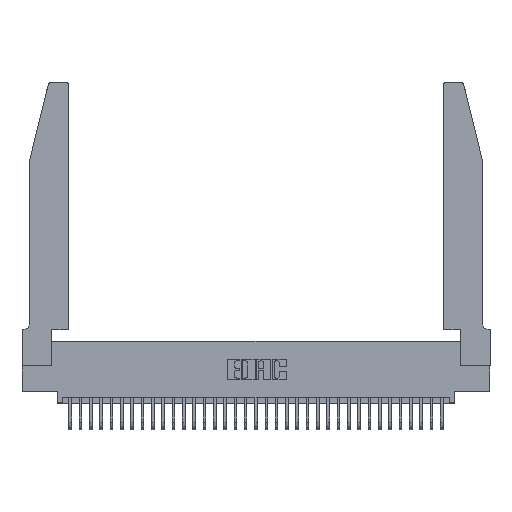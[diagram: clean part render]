
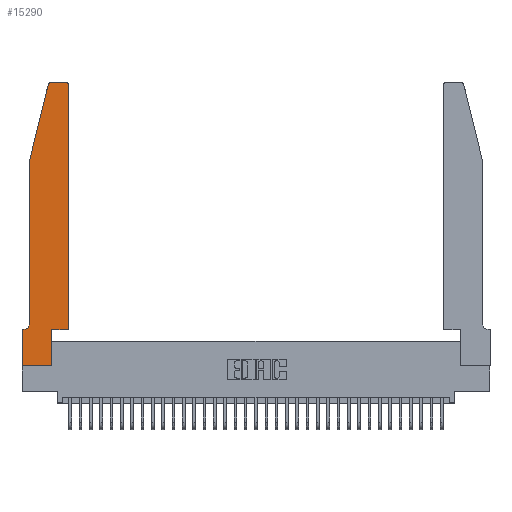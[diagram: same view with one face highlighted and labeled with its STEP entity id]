
A CAD part, top view. The second image highlights one B-rep face of the part: STEP entity #15290.
In plain terms, the highlighted planar face has unit normal (0, 0, 1).
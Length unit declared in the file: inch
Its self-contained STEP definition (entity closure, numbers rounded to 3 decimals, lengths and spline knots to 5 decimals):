
#191 = VECTOR ( 'NONE', #26134, 39.37008 ) ;
#1982 = LINE ( 'NONE', #14415, #191 ) ;
#2142 = VERTEX_POINT ( 'NONE', #28685 ) ;
#3739 = LINE ( 'NONE', #4650, #31837 ) ;
#3994 = DIRECTION ( 'NONE',  ( 0., 0., 1. ) ) ;
#4262 = DIRECTION ( 'NONE',  ( -1., 0., 0. ) ) ;
#4297 = VECTOR ( 'NONE', #10952, 39.37008 ) ;
#4429 = VECTOR ( 'NONE', #4262, 39.37008 ) ;
#4471 = DIRECTION ( 'NONE',  ( -1., 0., 0. ) ) ;
#4484 = DIRECTION ( 'NONE',  ( 0., -1., 0. ) ) ;
#4650 = CARTESIAN_POINT ( 'NONE',  ( 0., 0., 0.37 ) ) ;
#6089 = EDGE_CURVE ( 'NONE', #12426, #2142, #24862, .T. ) ;
#6101 = VERTEX_POINT ( 'NONE', #33610 ) ;
#6409 = DIRECTION ( 'NONE',  ( -0.239, -0.971, 0. ) ) ;
#6947 = CARTESIAN_POINT ( 'NONE',  ( 0.0055, 0.42, 0.37 ) ) ;
#7085 = ORIENTED_EDGE ( 'NONE', *, *, #31767, .T. ) ;
#7264 = DIRECTION ( 'NONE',  ( 1., 0., 0. ) ) ;
#8027 = CARTESIAN_POINT ( 'NONE',  ( 0.4505, 0.35, 0.37 ) ) ;
#9020 = VERTEX_POINT ( 'NONE', #20451 ) ;
#9362 = DIRECTION ( 'NONE',  ( 1., 0., 0. ) ) ;
#9424 = VERTEX_POINT ( 'NONE', #15399 ) ;
#9654 = EDGE_CURVE ( 'NONE', #9020, #32666, #35999, .T. ) ;
#10290 = ORIENTED_EDGE ( 'NONE', *, *, #20106, .T. ) ;
#10399 = ORIENTED_EDGE ( 'NONE', *, *, #6089, .T. ) ;
#10907 = ORIENTED_EDGE ( 'NONE', *, *, #27970, .T. ) ;
#10952 = DIRECTION ( 'NONE',  ( 0., 1., 0. ) ) ;
#11564 = DIRECTION ( 'NONE',  ( 0., -1., 0. ) ) ;
#11982 = ORIENTED_EDGE ( 'NONE', *, *, #18478, .T. ) ;
#12426 = VERTEX_POINT ( 'NONE', #24196 ) ;
#12814 = LINE ( 'NONE', #18468, #28546 ) ;
#13676 = VECTOR ( 'NONE', #6409, 39.37008 ) ;
#14415 = CARTESIAN_POINT ( 'NONE',  ( 0.2865, 0.35, 0.37 ) ) ;
#15232 = DIRECTION ( 'NONE',  ( 0., 0., -1. ) ) ;
#15275 = PLANE ( 'NONE',  #18916 ) ;
#15290 = ADVANCED_FACE ( 'NONE', ( #34418 ), #15275, .T. ) ;
#15399 = CARTESIAN_POINT ( 'NONE',  ( 0.0055, 0.35, 0.37 ) ) ;
#15893 = EDGE_CURVE ( 'NONE', #31860, #12426, #1982, .T. ) ;
#15914 = LINE ( 'NONE', #18067, #13676 ) ;
#16281 = LINE ( 'NONE', #20671, #4429 ) ;
#16780 = VERTEX_POINT ( 'NONE', #31321 ) ;
#16785 = CARTESIAN_POINT ( 'NONE',  ( 0.2605, 2.75, 0.37 ) ) ;
#17186 = CARTESIAN_POINT ( 'NONE',  ( 0.0755, 2., 0.37 ) ) ;
#17400 = VERTEX_POINT ( 'NONE', #29945 ) ;
#18053 = CARTESIAN_POINT ( 'NONE',  ( 0.2865, 0., 0.37 ) ) ;
#18067 = CARTESIAN_POINT ( 'NONE',  ( 0.0755, 2., 0.37 ) ) ;
#18180 = EDGE_LOOP ( 'NONE', ( #26685, #35276, #11982, #7085, #24924, #23833, #10290, #10907, #19993, #10399, #30298, #33662 ) ) ;
#18428 = EDGE_CURVE ( 'NONE', #9424, #6101, #16281, .T. ) ;
#18468 = CARTESIAN_POINT ( 'NONE',  ( 0., 0., 0.37 ) ) ;
#18478 = EDGE_CURVE ( 'NONE', #32666, #16780, #15914, .T. ) ;
#18916 = AXIS2_PLACEMENT_3D ( 'NONE', #26410, #3994, #32596 ) ;
#19265 = CARTESIAN_POINT ( 'NONE',  ( 0.25487, 2.72718, 0.37 ) ) ;
#19993 = ORIENTED_EDGE ( 'NONE', *, *, #15893, .T. ) ;
#20106 = EDGE_CURVE ( 'NONE', #6101, #34825, #12814, .T. ) ;
#20451 = CARTESIAN_POINT ( 'NONE',  ( 0.284, 2.75, 0.37 ) ) ;
#20473 = VECTOR ( 'NONE', #30065, 39.37008 ) ;
#20623 = AXIS2_PLACEMENT_3D ( 'NONE', #20647, #34729, #9362 ) ;
#20647 = CARTESIAN_POINT ( 'NONE',  ( 0.4205, 2.72, 0.37 ) ) ;
#20671 = CARTESIAN_POINT ( 'NONE',  ( 0.0755, 0.35, 0.37 ) ) ;
#21255 = CARTESIAN_POINT ( 'NONE',  ( 0.4505, 2.72, 0.37 ) ) ;
#21369 = AXIS2_PLACEMENT_3D ( 'NONE', #31094, #33673, #22523 ) ;
#21996 = VECTOR ( 'NONE', #11564, 39.37008 ) ;
#22199 = EDGE_CURVE ( 'NONE', #35369, #9020, #31995, .T. ) ;
#22523 = DIRECTION ( 'NONE',  ( 1., 0., 0. ) ) ;
#23095 = EDGE_CURVE ( 'NONE', #2142, #25207, #33656, .T. ) ;
#23193 = CIRCLE ( 'NONE', #28998, 0.07 ) ;
#23281 = CIRCLE ( 'NONE', #20623, 0.03 ) ;
#23833 = ORIENTED_EDGE ( 'NONE', *, *, #18428, .T. ) ;
#24196 = CARTESIAN_POINT ( 'NONE',  ( 0.2865, 0.35, 0.37 ) ) ;
#24548 = VECTOR ( 'NONE', #30868, 39.37008 ) ;
#24862 = LINE ( 'NONE', #35199, #20473 ) ;
#24924 = ORIENTED_EDGE ( 'NONE', *, *, #26284, .T. ) ;
#25207 = VERTEX_POINT ( 'NONE', #21255 ) ;
#25673 = CARTESIAN_POINT ( 'NONE',  ( 0.4205, 2.75, 0.37 ) ) ;
#26134 = DIRECTION ( 'NONE',  ( 0., 1., 0. ) ) ;
#26284 = EDGE_CURVE ( 'NONE', #17400, #9424, #23193, .T. ) ;
#26410 = CARTESIAN_POINT ( 'NONE',  ( 0., 0.35, 0.37 ) ) ;
#26685 = ORIENTED_EDGE ( 'NONE', *, *, #22199, .T. ) ;
#27970 = EDGE_CURVE ( 'NONE', #34825, #31860, #3739, .T. ) ;
#28546 = VECTOR ( 'NONE', #4484, 39.37008 ) ;
#28685 = CARTESIAN_POINT ( 'NONE',  ( 0.4505, 0.35, 0.37 ) ) ;
#28998 = AXIS2_PLACEMENT_3D ( 'NONE', #6947, #15232, #4471 ) ;
#29945 = CARTESIAN_POINT ( 'NONE',  ( 0.0755, 0.42, 0.37 ) ) ;
#30065 = DIRECTION ( 'NONE',  ( 1., 0., 0. ) ) ;
#30298 = ORIENTED_EDGE ( 'NONE', *, *, #23095, .T. ) ;
#30868 = DIRECTION ( 'NONE',  ( -1., 0., 0. ) ) ;
#31094 = CARTESIAN_POINT ( 'NONE',  ( 0.284, 2.72, 0.37 ) ) ;
#31290 = EDGE_CURVE ( 'NONE', #25207, #35369, #23281, .T. ) ;
#31321 = CARTESIAN_POINT ( 'NONE',  ( 0.0755, 2., 0.37 ) ) ;
#31767 = EDGE_CURVE ( 'NONE', #16780, #17400, #32063, .T. ) ;
#31837 = VECTOR ( 'NONE', #7264, 39.37008 ) ;
#31860 = VERTEX_POINT ( 'NONE', #18053 ) ;
#31995 = LINE ( 'NONE', #16785, #24548 ) ;
#32063 = LINE ( 'NONE', #17186, #21996 ) ;
#32596 = DIRECTION ( 'NONE',  ( 1., 0., 0. ) ) ;
#32666 = VERTEX_POINT ( 'NONE', #19265 ) ;
#33610 = CARTESIAN_POINT ( 'NONE',  ( 0., 0.35, 0.37 ) ) ;
#33656 = LINE ( 'NONE', #8027, #4297 ) ;
#33662 = ORIENTED_EDGE ( 'NONE', *, *, #31290, .T. ) ;
#33673 = DIRECTION ( 'NONE',  ( 0., 0., 1. ) ) ;
#34418 = FACE_OUTER_BOUND ( 'NONE', #18180, .T. ) ;
#34729 = DIRECTION ( 'NONE',  ( 0., 0., 1. ) ) ;
#34825 = VERTEX_POINT ( 'NONE', #35257 ) ;
#35199 = CARTESIAN_POINT ( 'NONE',  ( 0.4505, 0.35, 0.37 ) ) ;
#35257 = CARTESIAN_POINT ( 'NONE',  ( 0., 0., 0.37 ) ) ;
#35276 = ORIENTED_EDGE ( 'NONE', *, *, #9654, .T. ) ;
#35369 = VERTEX_POINT ( 'NONE', #25673 ) ;
#35999 = CIRCLE ( 'NONE', #21369, 0.03 ) ;
